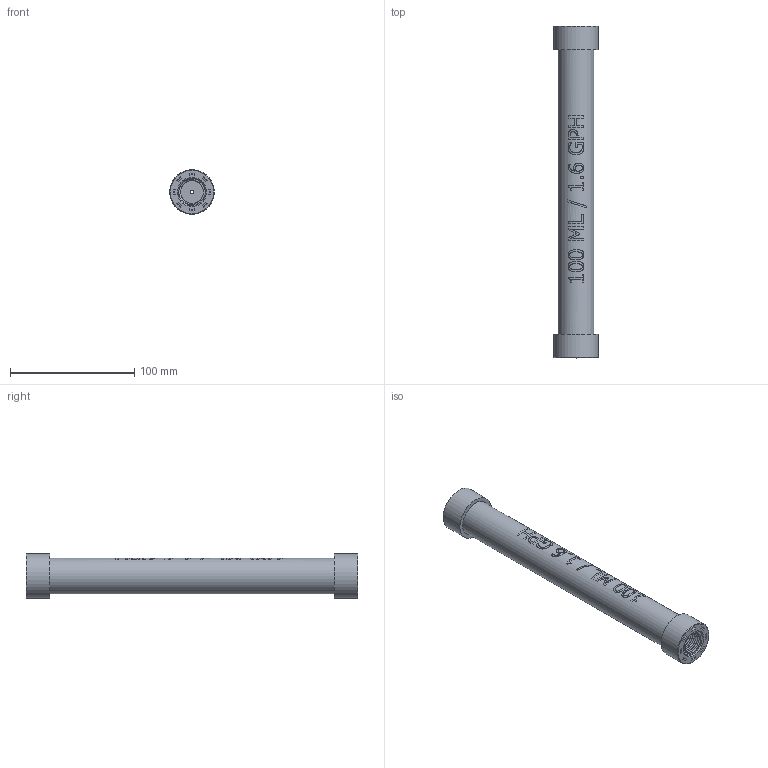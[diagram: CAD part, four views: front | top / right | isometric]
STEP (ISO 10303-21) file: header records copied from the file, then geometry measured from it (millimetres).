
FILE_DESCRIPTION((''),'2;1');
FILE_NAME('PV#3-100_R0.stp','2016-03-18T13:55:38',('Engineering'),(''),'Autodesk Inventor 2009','Autodesk Inventor 2009','');
FILE_SCHEMA(('AUTOMOTIVE_DESIGN { 1 0 10303 214 1 1 1 1 }'));
Length unit declared in the file: inch
Products named in the file (4): PV#3-100_R0; PV100-ENCAP; PV-100-TUBE_R0; PV100-DSCAP
Assembly tree (3 placements, depth 2):
  PV#3-100_R0
    PV100-ENCAP
    PV-100-TUBE_R0
    PV100-DSCAP
Bounding box: 35.89 x 266.7 x 35.89 mm (x, y, z)
Volume: 61551.9 mm3; surface area: 55638.9 mm2
Topology: 3 solids, 3 shells, 313 faces, 811 edges, 531 vertices
Faces by surface type: plane 119, bspline 105, cone 53, cylinder 36
Full cylindrical faces by diameter (mm): 18.258 x7, 25.527 x1, 28.575 x1, 35.814 x1, 35.892 x1
Entity records: 38348 total; most frequent: CARTESIAN_POINT 31440, ORIENTED_EDGE 1592, DIRECTION 1048, EDGE_CURVE 796, VERTEX_POINT 529, VECTOR 388, LINE 388, EDGE_LOOP 359
